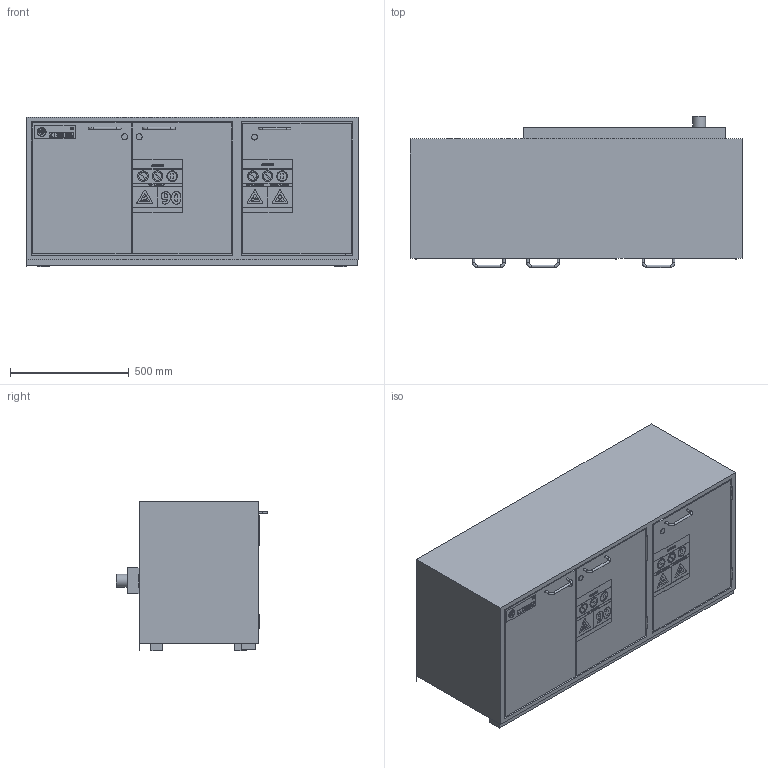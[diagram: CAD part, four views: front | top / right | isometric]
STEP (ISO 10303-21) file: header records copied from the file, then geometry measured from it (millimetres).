
FILE_DESCRIPTION(/* description */ (''),/* implementation_level */ '2;1');
FILE_NAME(/* name */ 'K90.060.140.050.UB.3T_30377-001-31107_CD.stp',/* time_stamp */ '2017-03-30T10:20:33+02:00',/* author */ ('pproduktmanagement'),/* organization */ (''),/* preprocessor_version */ 'ST-DEVELOPER v16.5',/* originating_system */ 'Autodesk Inventor 2017',/* authorisation */ '');
FILE_SCHEMA (('AUTOMOTIVE_DESIGN { 1 0 10303 214 3 1 1 }'));
Length unit declared in the file: millimetre
Products named in the file (2): K90.060.140.050.UB.2T; K90.060.140.050.UB.3T_30377-001-31107_CD
Assembly tree (1 placements, depth 2):
  K90.060.140.050.UB.2T
    K90.060.140.050.UB.3T_30377-001-31107_CD
Bounding box: 1398.76 x 636.76 x 630.38 mm (x, y, z)
Volume: 180364380.2 mm3; surface area: 12025002.1 mm2
Topology: 13 solids, 15 shells, 1372 faces, 3509 edges, 2322 vertices
Faces by surface type: plane 964, bspline 307, cylinder 95, torus 6
Full cylindrical faces by diameter (mm): 5 x2, 10 x9, 11.65 x1, 20 x24, 24.7 x1, 25 x2, 33.8 x1, 37.8 x1, 40 x2, 45 x6, 50 x4, 55 x2
Entity records: 44578 total; most frequent: CARTESIAN_POINT 11975, ORIENTED_EDGE 6870, DIRECTION 5138, EDGE_CURVE 3426, LINE 2622, VECTOR 2622, VERTEX_POINT 2298, EDGE_LOOP 1649
